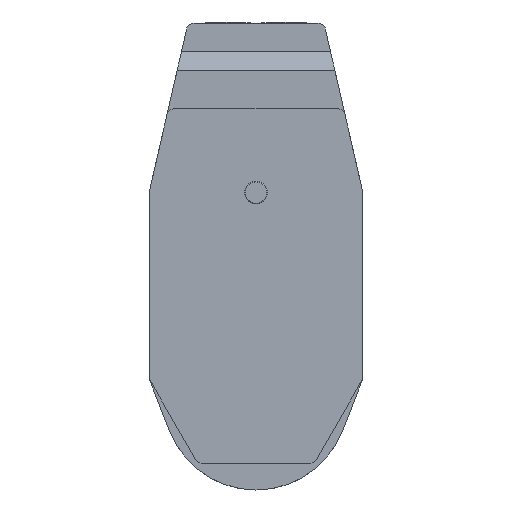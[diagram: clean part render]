
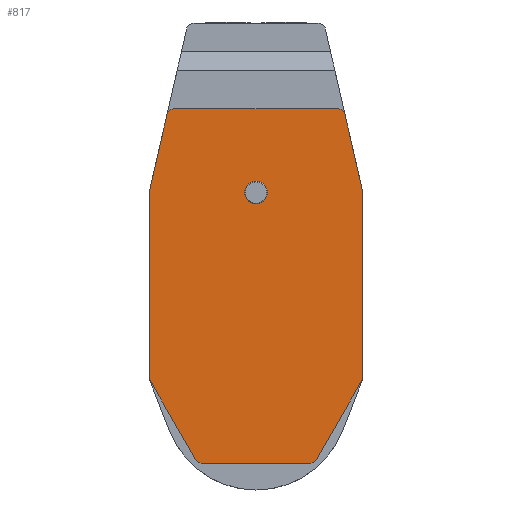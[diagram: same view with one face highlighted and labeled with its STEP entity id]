
A CAD part, left-side view. The second image highlights one B-rep face of the part: STEP entity #817.
In plain terms, the highlighted planar face has unit normal (-1, 0, 0).
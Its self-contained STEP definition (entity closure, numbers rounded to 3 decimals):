
#166=FACE_BOUND('',#1262,.T.);
#167=FACE_BOUND('',#1263,.T.);
#386=LINE('',#7107,#607);
#388=LINE('',#7113,#609);
#391=LINE('',#7121,#612);
#394=LINE('',#7128,#615);
#399=LINE('',#7142,#620);
#408=LINE('',#7168,#629);
#409=LINE('',#7170,#630);
#410=LINE('',#7171,#631);
#607=VECTOR('',#4276,1.);
#609=VECTOR('',#4284,1.);
#612=VECTOR('',#4293,1.);
#615=VECTOR('',#4298,1.);
#620=VECTOR('',#4311,1.);
#629=VECTOR('',#4340,1.);
#630=VECTOR('',#4343,1.);
#631=VECTOR('',#4344,1.);
#817=ADVANCED_FACE('',(#166,#167),#912,.T.);
#912=PLANE('',#3464);
#1262=EDGE_LOOP('',(#2073,#2074,#2075,#2076,#2077,#2078,#2079,#2080,#2081,
#2082,#2083,#2084));
#1263=EDGE_LOOP('',(#2085,#2086));
#2073=ORIENTED_EDGE('',*,*,#2915,.F.);
#2074=ORIENTED_EDGE('',*,*,#2901,.F.);
#2075=ORIENTED_EDGE('',*,*,#2891,.F.);
#2076=ORIENTED_EDGE('',*,*,#2890,.F.);
#2077=ORIENTED_EDGE('',*,*,#2887,.F.);
#2078=ORIENTED_EDGE('',*,*,#2886,.F.);
#2079=ORIENTED_EDGE('',*,*,#2884,.F.);
#2080=ORIENTED_EDGE('',*,*,#2914,.F.);
#2081=ORIENTED_EDGE('',*,*,#2916,.F.);
#2082=ORIENTED_EDGE('',*,*,#2917,.T.);
#2083=ORIENTED_EDGE('',*,*,#2894,.F.);
#2084=ORIENTED_EDGE('',*,*,#2899,.T.);
#2085=ORIENTED_EDGE('',*,*,#2881,.T.);
#2086=ORIENTED_EDGE('',*,*,#2878,.T.);
#2458=VERTEX_POINT('',#7096);
#2459=VERTEX_POINT('',#7097);
#2460=VERTEX_POINT('',#7104);
#2461=VERTEX_POINT('',#7106);
#2462=VERTEX_POINT('',#7110);
#2463=VERTEX_POINT('',#7114);
#2464=VERTEX_POINT('',#7118);
#2465=VERTEX_POINT('',#7122);
#2467=VERTEX_POINT('',#7127);
#2468=VERTEX_POINT('',#7129);
#2471=VERTEX_POINT('',#7137);
#2472=VERTEX_POINT('',#7141);
#2479=VERTEX_POINT('',#7167);
#2480=VERTEX_POINT('',#7172);
#2878=EDGE_CURVE('',#2458,#2459,#3114,.T.);
#2881=EDGE_CURVE('',#2459,#2458,#3115,.T.);
#2884=EDGE_CURVE('',#2461,#2460,#386,.T.);
#2886=EDGE_CURVE('',#2460,#2462,#3116,.T.);
#2887=EDGE_CURVE('',#2462,#2463,#388,.T.);
#2890=EDGE_CURVE('',#2463,#2464,#3117,.T.);
#2891=EDGE_CURVE('',#2464,#2465,#391,.T.);
#2894=EDGE_CURVE('',#2467,#2468,#394,.T.);
#2899=EDGE_CURVE('',#2467,#2471,#3119,.T.);
#2901=EDGE_CURVE('',#2465,#2472,#399,.T.);
#2914=EDGE_CURVE('',#2479,#2461,#408,.T.);
#2915=EDGE_CURVE('',#2472,#2471,#409,.T.);
#2916=EDGE_CURVE('',#2480,#2479,#410,.T.);
#2917=EDGE_CURVE('',#2480,#2468,#3124,.T.);
#3114=CIRCLE('',#3437,3.6);
#3115=CIRCLE('',#3439,3.6);
#3116=CIRCLE('',#3442,2.5);
#3117=CIRCLE('',#3445,2.5);
#3119=CIRCLE('',#3450,2.5);
#3124=CIRCLE('',#3463,2.5);
#3437=AXIS2_PLACEMENT_3D('',#7095,#4264,#4265);
#3439=AXIS2_PLACEMENT_3D('',#7101,#4270,#4271);
#3442=AXIS2_PLACEMENT_3D('',#7111,#4280,#4281);
#3445=AXIS2_PLACEMENT_3D('',#7119,#4289,#4290);
#3450=AXIS2_PLACEMENT_3D('',#7138,#4306,#4307);
#3463=AXIS2_PLACEMENT_3D('',#7173,#4345,#4346);
#3464=AXIS2_PLACEMENT_3D('',#7174,#4347,#4348);
#4264=DIRECTION('',(1.,0.,0.));
#4265=DIRECTION('',(0.,-1.,0.));
#4270=DIRECTION('',(1.,0.,0.));
#4271=DIRECTION('',(0.,-1.,0.));
#4276=DIRECTION('',(0.,0.5,-0.866));
#4280=DIRECTION('',(1.,0.,0.));
#4281=DIRECTION('',(0.,0.,1.));
#4284=DIRECTION('',(0.,1.,0.));
#4289=DIRECTION('',(1.,0.,0.));
#4290=DIRECTION('',(0.,0.,1.));
#4293=DIRECTION('',(0.,0.5,0.866));
#4298=DIRECTION('',(0.,-1.,0.));
#4306=DIRECTION('',(-1.,0.,0.));
#4307=DIRECTION('',(0.,0.,-1.));
#4311=DIRECTION('',(0.,0.,1.));
#4340=DIRECTION('',(0.,0.,-1.));
#4343=DIRECTION('',(0.,-0.224,0.975));
#4344=DIRECTION('',(0.,-0.224,-0.975));
#4345=DIRECTION('',(-1.,0.,0.));
#4346=DIRECTION('',(0.,0.,-1.));
#4347=DIRECTION('',(-1.,0.,0.));
#4348=DIRECTION('',(0.,0.,-1.));
#7095=CARTESIAN_POINT('',(-77.5,0.,-9.9));
#7096=CARTESIAN_POINT('',(-77.5,0.,-6.3));
#7097=CARTESIAN_POINT('',(-77.5,0.,-13.5));
#7101=CARTESIAN_POINT('',(-77.5,0.,-9.9));
#7104=CARTESIAN_POINT('',(-77.5,-19.222,-94.75));
#7106=CARTESIAN_POINT('',(-77.5,-34.,-69.153));
#7107=CARTESIAN_POINT('',(-77.5,-117.227,75.));
#7110=CARTESIAN_POINT('',(-77.5,-17.057,-96.));
#7111=CARTESIAN_POINT('',(-77.5,-17.057,-93.5));
#7113=CARTESIAN_POINT('',(-77.5,0.,-96.));
#7114=CARTESIAN_POINT('',(-77.5,17.057,-96.));
#7118=CARTESIAN_POINT('',(-77.5,19.222,-94.75));
#7119=CARTESIAN_POINT('',(-77.5,17.057,-93.5));
#7121=CARTESIAN_POINT('',(-77.5,117.227,75.));
#7122=CARTESIAN_POINT('',(-77.5,34.,-69.153));
#7127=CARTESIAN_POINT('',(-77.5,25.892,16.75));
#7128=CARTESIAN_POINT('',(-77.5,0.,16.75));
#7129=CARTESIAN_POINT('',(-77.5,-25.892,16.75));
#7137=CARTESIAN_POINT('',(-77.5,28.329,14.809));
#7138=CARTESIAN_POINT('',(-77.5,25.892,14.25));
#7141=CARTESIAN_POINT('',(-77.5,34.,-9.91));
#7142=CARTESIAN_POINT('',(-77.5,34.,75.));
#7167=CARTESIAN_POINT('',(-77.5,-34.,-9.91));
#7168=CARTESIAN_POINT('',(-77.5,-34.,75.));
#7170=CARTESIAN_POINT('',(-77.5,14.519,75.));
#7171=CARTESIAN_POINT('',(-77.5,-14.519,75.));
#7172=CARTESIAN_POINT('',(-77.5,-28.329,14.809));
#7173=CARTESIAN_POINT('',(-77.5,-25.892,14.25));
#7174=CARTESIAN_POINT('',(-77.5,23.552,-50.045));
